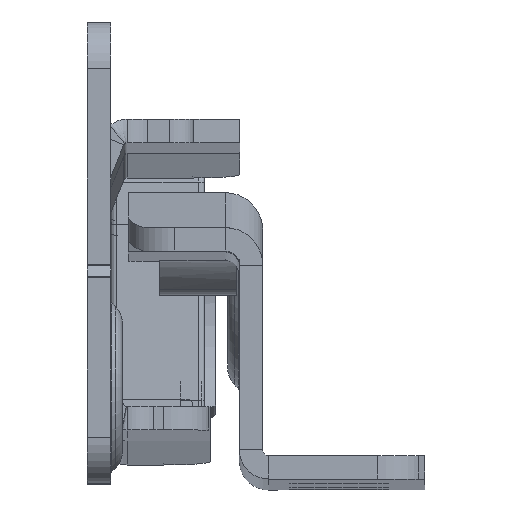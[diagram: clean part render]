
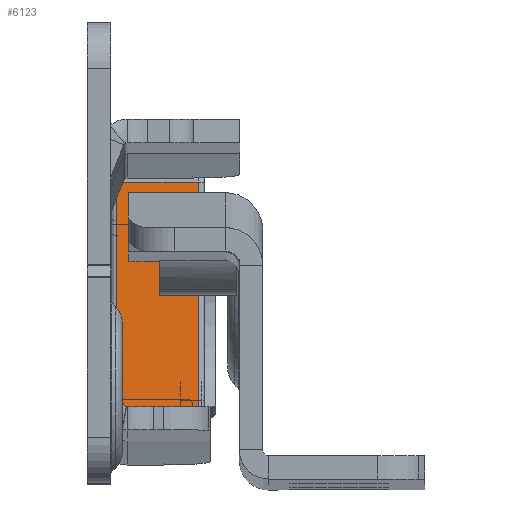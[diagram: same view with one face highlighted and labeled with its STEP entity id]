
A CAD part, top view. The second image highlights one B-rep face of the part: STEP entity #6123.
In plain terms, the highlighted face is planar.
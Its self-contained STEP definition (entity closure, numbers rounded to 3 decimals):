
#476 = CARTESIAN_POINT ( 'NONE',  ( 0., -11., 8. ) ) ;
#483 = CARTESIAN_POINT ( 'NONE',  ( 0., -11., 7.5 ) ) ;
#653 = EDGE_CURVE ( 'NONE', #10314, #9311, #11332, .T. ) ;
#969 = VECTOR ( 'NONE', #8632, 1000. ) ;
#1224 = DIRECTION ( 'NONE',  ( 0., 0., 1. ) ) ;
#1360 = CARTESIAN_POINT ( 'NONE',  ( 0., -11., 0.5 ) ) ;
#1396 = VERTEX_POINT ( 'NONE', #1856 ) ;
#1588 = LINE ( 'NONE', #476, #969 ) ;
#1856 = CARTESIAN_POINT ( 'NONE',  ( 0., -11., 7.5 ) ) ;
#2326 = DIRECTION ( 'NONE',  ( 0., -1., 0. ) ) ;
#3283 = CARTESIAN_POINT ( 'NONE',  ( 0., -11., 8. ) ) ;
#3583 = VECTOR ( 'NONE', #11870, 1000. ) ;
#3783 = ORIENTED_EDGE ( 'NONE', *, *, #4003, .T. ) ;
#4003 = EDGE_CURVE ( 'NONE', #4886, #10314, #11101, .T. ) ;
#4204 = AXIS2_PLACEMENT_3D ( 'NONE', #3283, #9308, #1224 ) ;
#4886 = VERTEX_POINT ( 'NONE', #10354 ) ;
#5269 = EDGE_CURVE ( 'NONE', #1396, #4886, #9347, .T. ) ;
#6123 = ADVANCED_FACE ( 'NONE', ( #10024 ), #7299, .T. ) ;
#6509 = DIRECTION ( 'NONE',  ( 0., 1., 0. ) ) ;
#7147 = CARTESIAN_POINT ( 'NONE',  ( 0., 11., 8. ) ) ;
#7299 = PLANE ( 'NONE',  #4204 ) ;
#7339 = CARTESIAN_POINT ( 'NONE',  ( 0., 11., 0.5 ) ) ;
#7903 = VECTOR ( 'NONE', #6509, 1000. ) ;
#7929 = VECTOR ( 'NONE', #2326, 1000. ) ;
#7931 = ORIENTED_EDGE ( 'NONE', *, *, #653, .T. ) ;
#8632 = DIRECTION ( 'NONE',  ( 0., 0., -1. ) ) ;
#9017 = ORIENTED_EDGE ( 'NONE', *, *, #11279, .F. ) ;
#9308 = DIRECTION ( 'NONE',  ( -1., 0., 0. ) ) ;
#9311 = VERTEX_POINT ( 'NONE', #11846 ) ;
#9347 = LINE ( 'NONE', #483, #7903 ) ;
#10024 = FACE_OUTER_BOUND ( 'NONE', #11547, .T. ) ;
#10061 = ORIENTED_EDGE ( 'NONE', *, *, #5269, .T. ) ;
#10314 = VERTEX_POINT ( 'NONE', #7339 ) ;
#10354 = CARTESIAN_POINT ( 'NONE',  ( 0., 11., 7.5 ) ) ;
#11101 = LINE ( 'NONE', #7147, #3583 ) ;
#11279 = EDGE_CURVE ( 'NONE', #1396, #9311, #1588, .T. ) ;
#11332 = LINE ( 'NONE', #1360, #7929 ) ;
#11547 = EDGE_LOOP ( 'NONE', ( #3783, #7931, #9017, #10061 ) ) ;
#11846 = CARTESIAN_POINT ( 'NONE',  ( 0., -11., 0.5 ) ) ;
#11870 = DIRECTION ( 'NONE',  ( 0., 0., -1. ) ) ;
